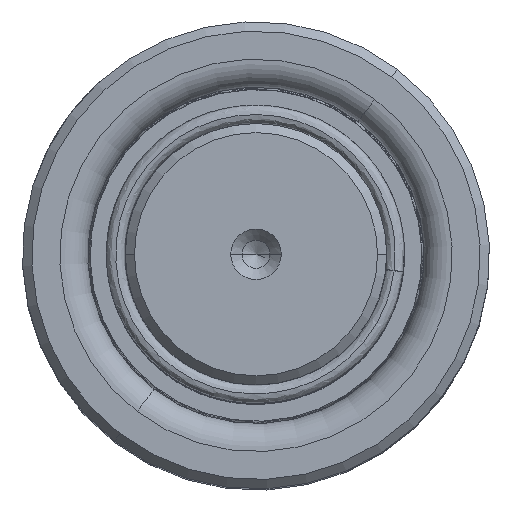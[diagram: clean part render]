
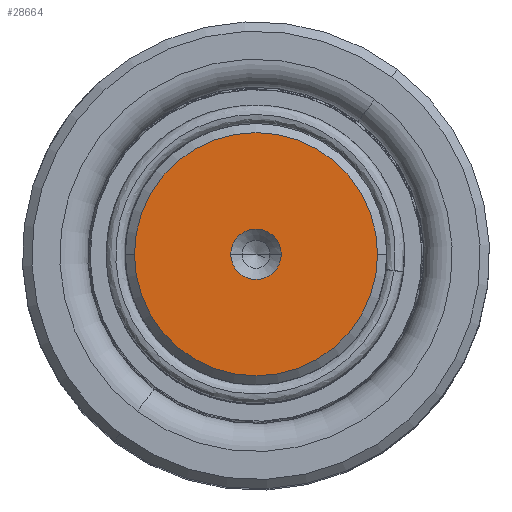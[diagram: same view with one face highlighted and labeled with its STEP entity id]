
A CAD part, top view. The second image highlights one B-rep face of the part: STEP entity #28664.
In plain terms, the highlighted planar face has unit normal (0, 0, 1).
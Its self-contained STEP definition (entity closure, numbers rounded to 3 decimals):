
#547 = DIRECTION ( 'NONE',  ( 0., 0., 1. ) ) ;
#1370 = AXIS2_PLACEMENT_3D ( 'NONE', #36382, #7448, #50713 ) ;
#1501 = CARTESIAN_POINT ( 'NONE',  ( 13.011, 0., 150. ) ) ;
#3192 = CARTESIAN_POINT ( 'NONE',  ( -13.011, 0., 150. ) ) ;
#4780 = EDGE_LOOP ( 'NONE', ( #13536, #51483 ) ) ;
#6853 = DIRECTION ( 'NONE',  ( 0., 0., 1. ) ) ;
#7448 = DIRECTION ( 'NONE',  ( 0., 0., 1. ) ) ;
#8102 = CIRCLE ( 'NONE', #52210, 13.011 ) ;
#9680 = VERTEX_POINT ( 'NONE', #40772 ) ;
#9797 = VERTEX_POINT ( 'NONE', #3192 ) ;
#10034 = PLANE ( 'NONE',  #57023 ) ;
#10647 = AXIS2_PLACEMENT_3D ( 'NONE', #14374, #547, #48198 ) ;
#12011 = CARTESIAN_POINT ( 'NONE',  ( -2.7, 0., 150. ) ) ;
#13536 = ORIENTED_EDGE ( 'NONE', *, *, #17489, .F. ) ;
#14009 = CARTESIAN_POINT ( 'NONE',  ( 0., 0., 150. ) ) ;
#14374 = CARTESIAN_POINT ( 'NONE',  ( 0., 0., 150. ) ) ;
#16093 = CIRCLE ( 'NONE', #44302, 2.7 ) ;
#16622 = CIRCLE ( 'NONE', #10647, 13.011 ) ;
#17489 = EDGE_CURVE ( 'NONE', #9680, #37358, #16093, .T. ) ;
#21118 = DIRECTION ( 'NONE',  ( 1., 0., 0. ) ) ;
#23983 = ORIENTED_EDGE ( 'NONE', *, *, #51981, .T. ) ;
#26933 = FACE_BOUND ( 'NONE', #4780, .T. ) ;
#28664 = ADVANCED_FACE ( 'NONE', ( #26933, #49422 ), #10034, .T. ) ;
#33073 = DIRECTION ( 'NONE',  ( 1., 0., 0. ) ) ;
#33347 = DIRECTION ( 'NONE',  ( 1., 0., 0. ) ) ;
#34723 = ORIENTED_EDGE ( 'NONE', *, *, #44916, .T. ) ;
#36382 = CARTESIAN_POINT ( 'NONE',  ( 0., 0., 150. ) ) ;
#37358 = VERTEX_POINT ( 'NONE', #12011 ) ;
#40300 = EDGE_LOOP ( 'NONE', ( #23983, #34723 ) ) ;
#40772 = CARTESIAN_POINT ( 'NONE',  ( 2.7, 0., 150. ) ) ;
#42496 = EDGE_CURVE ( 'NONE', #37358, #9680, #47521, .T. ) ;
#44302 = AXIS2_PLACEMENT_3D ( 'NONE', #58972, #6853, #21118 ) ;
#44916 = EDGE_CURVE ( 'NONE', #52817, #9797, #16622, .T. ) ;
#47521 = CIRCLE ( 'NONE', #1370, 2.7 ) ;
#48198 = DIRECTION ( 'NONE',  ( 1., 0., 0. ) ) ;
#49422 = FACE_OUTER_BOUND ( 'NONE', #40300, .T. ) ;
#50713 = DIRECTION ( 'NONE',  ( 1., 0., 0. ) ) ;
#51483 = ORIENTED_EDGE ( 'NONE', *, *, #42496, .F. ) ;
#51981 = EDGE_CURVE ( 'NONE', #9797, #52817, #8102, .T. ) ;
#52186 = CARTESIAN_POINT ( 'NONE',  ( 0., 0., 150. ) ) ;
#52210 = AXIS2_PLACEMENT_3D ( 'NONE', #52186, #57045, #33073 ) ;
#52817 = VERTEX_POINT ( 'NONE', #1501 ) ;
#57023 = AXIS2_PLACEMENT_3D ( 'NONE', #14009, #57318, #33347 ) ;
#57045 = DIRECTION ( 'NONE',  ( 0., 0., 1. ) ) ;
#57318 = DIRECTION ( 'NONE',  ( 0., 0., 1. ) ) ;
#58972 = CARTESIAN_POINT ( 'NONE',  ( 0., 0., 150. ) ) ;
